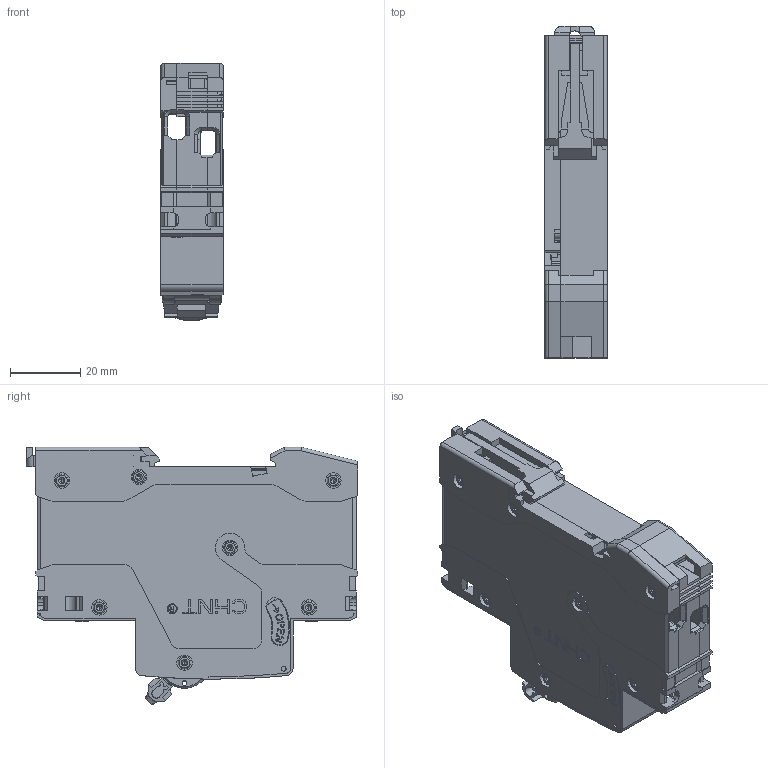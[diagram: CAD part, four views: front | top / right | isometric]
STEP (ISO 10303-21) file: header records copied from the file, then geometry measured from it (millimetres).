
FILE_DESCRIPTION((''),'2;1');
FILE_NAME('NB2LE_1P_N_ASM','2023-07-26T14:22:00',('wyanq'),(''),'CREO PARAMETRIC BY PTC INC, 2020044','CREO PARAMETRIC BY PTC INC, 2020044','');
FILE_SCHEMA(('CONFIG_CONTROL_DESIGN','SHAPE_APPEARANCE_LAYERS_GROUPS'));
Products named in the file (1): NB2LE_1P_N_ASM
Bounding box: 17.8 x 94.7 x 73.49 mm (x, y, z)
Volume: 4585.5 mm3; surface area: 50255.3 mm2
Topology: 22 solids, 30 shells, 3251 faces, 9022 edges, 5906 vertices
Faces by surface type: plane 2321, cylinder 734, torus 96, cone 77, bspline 23
Entity records: 129076 total; most frequent: CARTESIAN_POINT 20362, ORIENTED_EDGE 17942, DIRECTION 17132, EDGE_CURVE 9005, PRESENTATION_STYLE_ASSIGNMENT 7133, STYLED_ITEM 7125, VECTOR 6678, LINE 6678
